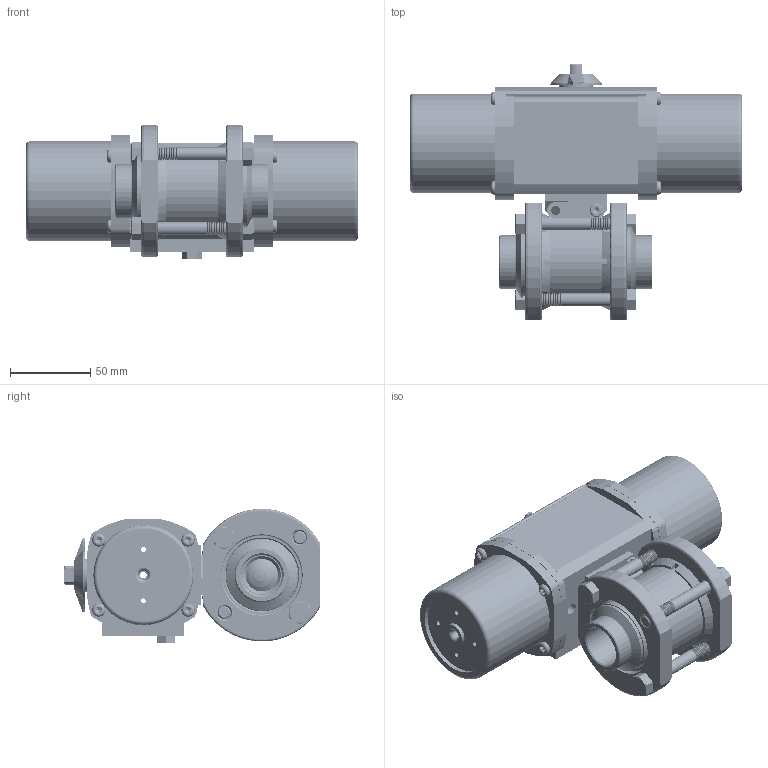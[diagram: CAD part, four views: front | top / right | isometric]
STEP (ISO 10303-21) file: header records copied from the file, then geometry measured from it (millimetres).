
FILE_DESCRIPTION (( 'STEP AP203' ), '1' );
FILE_NAME ('28XXTSWSA512SR.step', '2018-04-11T12:36:02', ( '' ), ( '' ), 'SwSTEP 2.0', 'SolidWorks 2017', '' );
FILE_SCHEMA (( 'CONFIG_CONTROL_DESIGN' ));
Products named in the file (1): 28XXTSWSA512SR
Bounding box: 206.38 x 159.47 x 83.5 mm (x, y, z)
Volume: 578173.9 mm3; surface area: 245400.1 mm2
Topology: 43 solids, 43 shells, 3736 faces, 9980 edges, 6313 vertices
Faces by surface type: cylinder 2061, cone 898, plane 504, torus 142, bspline 129, sphere 2
Entity records: 175023 total; most frequent: CARTESIAN_POINT 87590, ORIENTED_EDGE 19740, DIRECTION 17610, EDGE_CURVE 9870, AXIS2_PLACEMENT_3D 7023, VERTEX_POINT 6309, EDGE_LOOP 3997, FACE_OUTER_BOUND 3736
